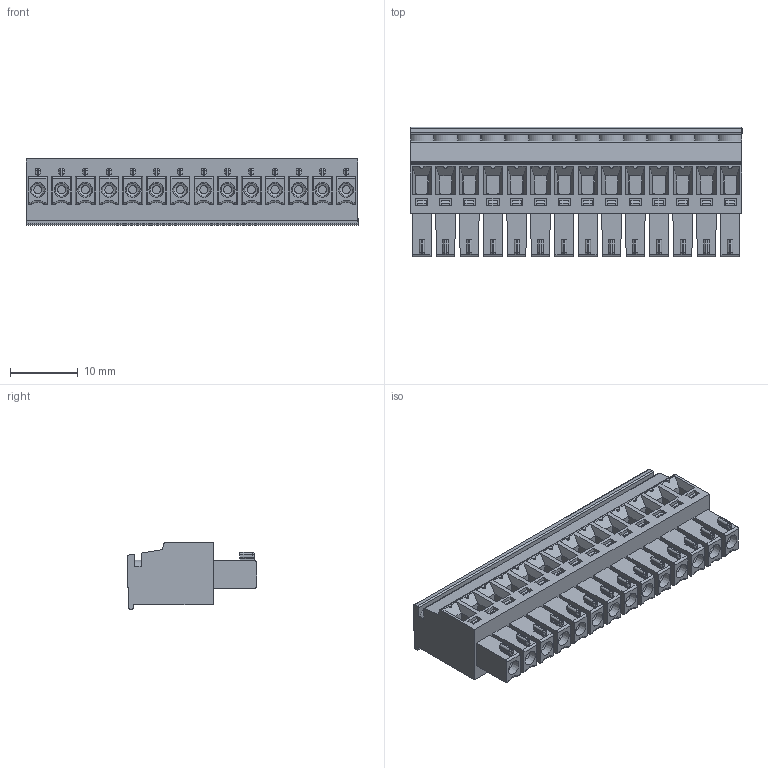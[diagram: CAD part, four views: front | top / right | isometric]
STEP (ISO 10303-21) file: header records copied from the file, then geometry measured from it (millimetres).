
FILE_DESCRIPTION(('STEP AP214'),'1');
FILE_NAME('SV14-3,5-F.stp','2021-04-19T13:12:20',(' '),(' '),'Spatial InterOp 3D',' ',' ');
FILE_SCHEMA(('automotive_design'));
Length unit declared in the file: metre
Products named in the file (1): 1
Bounding box: 49 x 19.1 x 9.75 mm (x, y, z)
Volume: 5657.5 mm3; surface area: 4911.9 mm2
Topology: 1 solids, 1 shells, 1153 faces, 2912 edges, 1876 vertices
Faces by surface type: plane 790, cylinder 292, sphere 28, cone 28, torus 14, extrusion 1
Full cylindrical faces by diameter (mm): 1.2 x14, 3 x14
Entity records: 43250 total; most frequent: CARTESIAN_POINT 6434, ORIENTED_EDGE 5656, DIRECTION 5535, EDGE_CURVE 2828, VECTOR 2145, LINE 2144, VERTEX_POINT 1876, AXIS2_PLACEMENT_3D 1695
